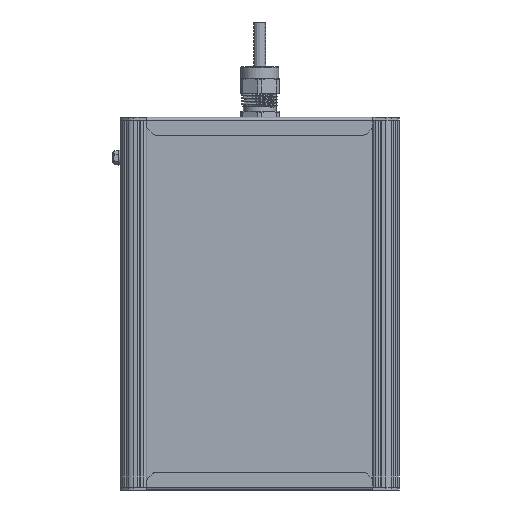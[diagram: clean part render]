
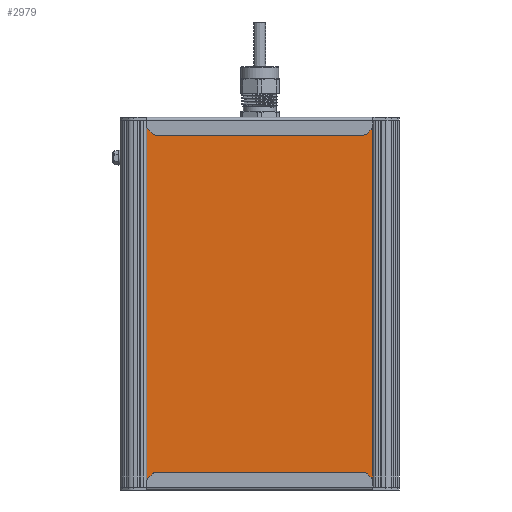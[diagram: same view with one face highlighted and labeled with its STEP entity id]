
A CAD part, front view. The second image highlights one B-rep face of the part: STEP entity #2979.
In plain terms, the highlighted face is planar.
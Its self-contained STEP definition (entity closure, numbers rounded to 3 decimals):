
#2979=ADVANCED_FACE('',(#7121),#7123,.T.);
#7121=FACE_BOUND('',#7122,.T.);
#7122=EDGE_LOOP('',(#35666,#35667,#35668,#35669));
#7123=PLANE('',#7124);
#7124=AXIS2_PLACEMENT_3D('',#7125,#7126,#7127);
#7125=CARTESIAN_POINT('',(2111.497,401.002,-34.582));
#7126=DIRECTION('',(0.,0.,-1.));
#7127=DIRECTION('',(0.,1.,0.));
#35666=ORIENTED_EDGE('',*,*,#40105,.T.);
#35667=ORIENTED_EDGE('',*,*,#40108,.F.);
#35668=ORIENTED_EDGE('',*,*,#40113,.F.);
#35669=ORIENTED_EDGE('',*,*,#40111,.T.);
#40105=EDGE_CURVE('',#43766,#43770,#43772,.T.);
#40108=EDGE_CURVE('',#43775,#43770,#43777,.T.);
#40111=EDGE_CURVE('',#43781,#43766,#43782,.T.);
#40113=EDGE_CURVE('',#43781,#43775,#43784,.T.);
#43766=VERTEX_POINT('',#51778);
#43770=VERTEX_POINT('',#51786);
#43772=LINE('',#51790,#51791);
#43775=VERTEX_POINT('',#51797);
#43777=LINE('',#51801,#51802);
#43781=VERTEX_POINT('',#51811);
#43782=LINE('',#51812,#51813);
#43784=LINE('',#51818,#51819);
#51778=CARTESIAN_POINT('',(2357.497,565.13,-34.582));
#51786=CARTESIAN_POINT('',(2357.497,401.002,-34.582));
#51790=CARTESIAN_POINT('',(2357.497,565.13,-34.582));
#51791=VECTOR('',#51792,1.);
#51792=DIRECTION('',(0.,-1.,0.));
#51797=CARTESIAN_POINT('',(2111.497,401.002,-34.582));
#51801=CARTESIAN_POINT('',(2111.497,401.002,-34.582));
#51802=VECTOR('',#51803,1.);
#51803=DIRECTION('',(1.,0.,0.));
#51811=CARTESIAN_POINT('',(2111.497,565.13,-34.582));
#51812=CARTESIAN_POINT('',(2111.497,565.13,-34.582));
#51813=VECTOR('',#51814,1.);
#51814=DIRECTION('',(1.,0.,0.));
#51818=CARTESIAN_POINT('',(2111.497,565.13,-34.582));
#51819=VECTOR('',#51820,1.);
#51820=DIRECTION('',(0.,-1.,0.));
